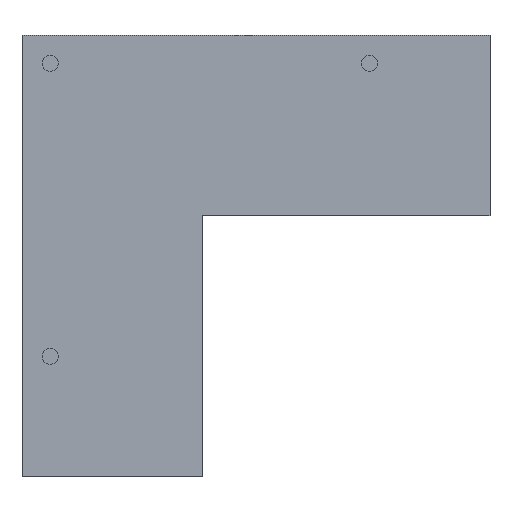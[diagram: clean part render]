
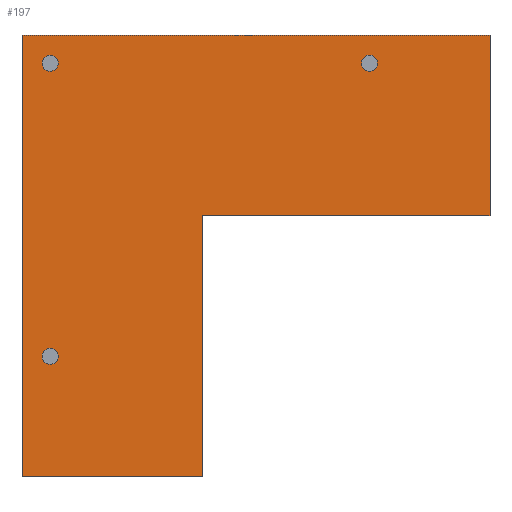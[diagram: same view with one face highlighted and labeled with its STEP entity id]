
A CAD part, front view. The second image highlights one B-rep face of the part: STEP entity #197.
In plain terms, the highlighted planar face has unit normal (0, -1, 0).
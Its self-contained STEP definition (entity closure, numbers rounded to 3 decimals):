
#18=FACE_BOUND('',#55,.T.);
#19=FACE_BOUND('',#56,.T.);
#20=FACE_BOUND('',#57,.T.);
#28=PLANE('',#239);
#41=FACE_OUTER_BOUND('',#54,.T.);
#54=EDGE_LOOP('',(#168,#169,#170,#171,#172,#173));
#55=EDGE_LOOP('',(#174));
#56=EDGE_LOOP('',(#175));
#57=EDGE_LOOP('',(#176));
#64=LINE('',#326,#81);
#68=LINE('',#333,#85);
#71=LINE('',#340,#88);
#73=LINE('',#344,#90);
#75=LINE('',#347,#92);
#76=LINE('',#348,#93);
#81=VECTOR('',#274,10.);
#85=VECTOR('',#280,10.);
#88=VECTOR('',#285,10.);
#90=VECTOR('',#289,10.);
#92=VECTOR('',#293,10.);
#93=VECTOR('',#294,10.);
#94=CIRCLE('',#224,2.);
#96=CIRCLE('',#228,2.);
#98=CIRCLE('',#232,2.);
#100=VERTEX_POINT('',#301);
#102=VERTEX_POINT('',#308);
#104=VERTEX_POINT('',#315);
#107=VERTEX_POINT('',#323);
#108=VERTEX_POINT('',#325);
#110=VERTEX_POINT('',#330);
#112=VERTEX_POINT('',#337);
#113=VERTEX_POINT('',#339);
#114=VERTEX_POINT('',#343);
#115=EDGE_CURVE('',#100,#100,#94,.T.);
#118=EDGE_CURVE('',#102,#102,#96,.T.);
#121=EDGE_CURVE('',#104,#104,#98,.T.);
#125=EDGE_CURVE('',#107,#108,#64,.T.);
#129=EDGE_CURVE('',#110,#108,#68,.T.);
#132=EDGE_CURVE('',#112,#113,#71,.T.);
#134=EDGE_CURVE('',#114,#110,#73,.T.);
#136=EDGE_CURVE('',#112,#114,#75,.T.);
#137=EDGE_CURVE('',#113,#107,#76,.T.);
#168=ORIENTED_EDGE('',*,*,#132,.F.);
#169=ORIENTED_EDGE('',*,*,#136,.T.);
#170=ORIENTED_EDGE('',*,*,#134,.T.);
#171=ORIENTED_EDGE('',*,*,#129,.T.);
#172=ORIENTED_EDGE('',*,*,#125,.F.);
#173=ORIENTED_EDGE('',*,*,#137,.F.);
#174=ORIENTED_EDGE('',*,*,#115,.T.);
#175=ORIENTED_EDGE('',*,*,#118,.T.);
#176=ORIENTED_EDGE('',*,*,#121,.T.);
#197=ADVANCED_FACE('',(#41,#18,#19,#20),#28,.T.);
#224=AXIS2_PLACEMENT_3D('',#302,#246,#247);
#228=AXIS2_PLACEMENT_3D('',#309,#255,#256);
#232=AXIS2_PLACEMENT_3D('',#316,#264,#265);
#239=AXIS2_PLACEMENT_3D('',#346,#291,#292);
#246=DIRECTION('center_axis',(0.,1.,0.));
#247=DIRECTION('ref_axis',(1.,0.,0.));
#255=DIRECTION('center_axis',(0.,1.,0.));
#256=DIRECTION('ref_axis',(1.,0.,0.));
#264=DIRECTION('center_axis',(0.,1.,0.));
#265=DIRECTION('ref_axis',(1.,0.,0.));
#274=DIRECTION('',(0.,0.,-1.));
#280=DIRECTION('',(1.,0.,0.));
#285=DIRECTION('',(0.,0.,1.));
#289=DIRECTION('',(0.,0.,1.));
#291=DIRECTION('center_axis',(0.,-1.,0.));
#292=DIRECTION('ref_axis',(1.,0.,0.));
#293=DIRECTION('',(1.,0.,0.));
#294=DIRECTION('',(1.,0.,0.));
#301=CARTESIAN_POINT('',(39.5,0.,103.));
#302=CARTESIAN_POINT('Origin',(41.5,0.,103.));
#308=CARTESIAN_POINT('',(-40.,0.,103.));
#309=CARTESIAN_POINT('Origin',(-38.,0.,103.));
#315=CARTESIAN_POINT('',(-40.,0.,30.));
#316=CARTESIAN_POINT('Origin',(-38.,0.,30.));
#323=CARTESIAN_POINT('',(71.5,0.,110.));
#325=CARTESIAN_POINT('',(71.5,0.,65.));
#326=CARTESIAN_POINT('',(71.5,0.,110.));
#330=CARTESIAN_POINT('',(0.,0.,65.));
#333=CARTESIAN_POINT('',(0.,0.,65.));
#337=CARTESIAN_POINT('',(-45.,0.,0.));
#339=CARTESIAN_POINT('',(-45.,0.,110.));
#340=CARTESIAN_POINT('',(-45.,0.,0.));
#343=CARTESIAN_POINT('',(0.,0.,0.));
#344=CARTESIAN_POINT('',(0.,0.,0.));
#346=CARTESIAN_POINT('Origin',(-45.,0.,0.));
#347=CARTESIAN_POINT('',(-45.,0.,0.));
#348=CARTESIAN_POINT('',(-45.,0.,110.));
